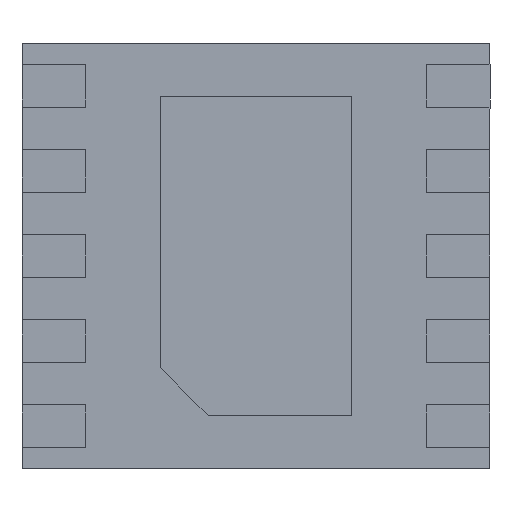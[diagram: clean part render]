
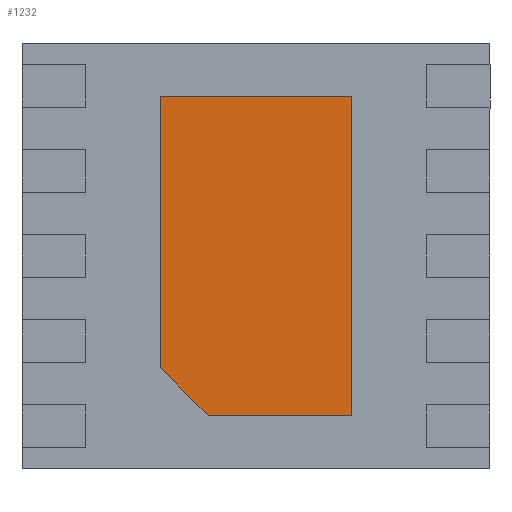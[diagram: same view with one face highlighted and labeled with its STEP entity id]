
A CAD part, front view. The second image highlights one B-rep face of the part: STEP entity #1232.
In plain terms, the highlighted planar face has unit normal (0, -1, 0).
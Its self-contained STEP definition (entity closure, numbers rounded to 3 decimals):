
#200 = CARTESIAN_POINT ( 'NONE',  ( 0., 0., 0. ) ) ;
#202 = DIRECTION ( 'NONE',  ( -1., 0., 0. ) ) ;
#208 = LINE ( 'NONE', #3857, #4452 ) ;
#233 = DIRECTION ( 'NONE',  ( 0., 0., 1. ) ) ;
#241 = EDGE_LOOP ( 'NONE', ( #5208, #2208, #513, #5266, #2376 ) ) ;
#489 = VECTOR ( 'NONE', #2377, 1000. ) ;
#513 = ORIENTED_EDGE ( 'NONE', *, *, #2049, .F. ) ;
#539 = VERTEX_POINT ( 'NONE', #2387 ) ;
#727 = DIRECTION ( 'NONE',  ( 0., -1., 0. ) ) ;
#1056 = CARTESIAN_POINT ( 'NONE',  ( -0.45, 0., -0.525 ) ) ;
#1106 = CARTESIAN_POINT ( 'NONE',  ( -0.225, 0., -0.75 ) ) ;
#1228 = VECTOR ( 'NONE', #233, 1000. ) ;
#1232 = ADVANCED_FACE ( 'NONE', ( #3341 ), #5650, .T. ) ;
#1382 = VERTEX_POINT ( 'NONE', #1056 ) ;
#1464 = CARTESIAN_POINT ( 'NONE',  ( -0.45, 0., -0.525 ) ) ;
#1573 = CARTESIAN_POINT ( 'NONE',  ( 0.45, 0., 0.75 ) ) ;
#1943 = DIRECTION ( 'NONE',  ( -0.707, 0., 0.707 ) ) ;
#1956 = LINE ( 'NONE', #1573, #489 ) ;
#1998 = EDGE_CURVE ( 'NONE', #3349, #4860, #1956, .T. ) ;
#2035 = EDGE_CURVE ( 'NONE', #4860, #5689, #5056, .T. ) ;
#2049 = EDGE_CURVE ( 'NONE', #1382, #539, #4246, .T. ) ;
#2208 = ORIENTED_EDGE ( 'NONE', *, *, #3961, .F. ) ;
#2213 = VECTOR ( 'NONE', #1943, 1000. ) ;
#2376 = ORIENTED_EDGE ( 'NONE', *, *, #2035, .F. ) ;
#2377 = DIRECTION ( 'NONE',  ( 0., 0., -1. ) ) ;
#2387 = CARTESIAN_POINT ( 'NONE',  ( -0.45, 0., 0.75 ) ) ;
#2417 = CARTESIAN_POINT ( 'NONE',  ( 0.45, 0., -0.75 ) ) ;
#2489 = DIRECTION ( 'NONE',  ( 0., 0., -1. ) ) ;
#2541 = EDGE_CURVE ( 'NONE', #5689, #1382, #5500, .T. ) ;
#2939 = CARTESIAN_POINT ( 'NONE',  ( -0.45, 0., 0.75 ) ) ;
#3048 = CARTESIAN_POINT ( 'NONE',  ( 0.45, 0., 0.75 ) ) ;
#3309 = VECTOR ( 'NONE', #202, 1000. ) ;
#3341 = FACE_OUTER_BOUND ( 'NONE', #241, .T. ) ;
#3349 = VERTEX_POINT ( 'NONE', #3048 ) ;
#3835 = DIRECTION ( 'NONE',  ( 1., 0., 0. ) ) ;
#3857 = CARTESIAN_POINT ( 'NONE',  ( -0.45, 0., 0.75 ) ) ;
#3961 = EDGE_CURVE ( 'NONE', #539, #3349, #208, .T. ) ;
#4246 = LINE ( 'NONE', #2939, #1228 ) ;
#4452 = VECTOR ( 'NONE', #3835, 1000. ) ;
#4860 = VERTEX_POINT ( 'NONE', #2417 ) ;
#5056 = LINE ( 'NONE', #1106, #3309 ) ;
#5063 = AXIS2_PLACEMENT_3D ( 'NONE', #200, #727, #2489 ) ;
#5076 = CARTESIAN_POINT ( 'NONE',  ( -0.225, 0., -0.75 ) ) ;
#5208 = ORIENTED_EDGE ( 'NONE', *, *, #1998, .F. ) ;
#5266 = ORIENTED_EDGE ( 'NONE', *, *, #2541, .F. ) ;
#5500 = LINE ( 'NONE', #1464, #2213 ) ;
#5650 = PLANE ( 'NONE',  #5063 ) ;
#5689 = VERTEX_POINT ( 'NONE', #5076 ) ;
